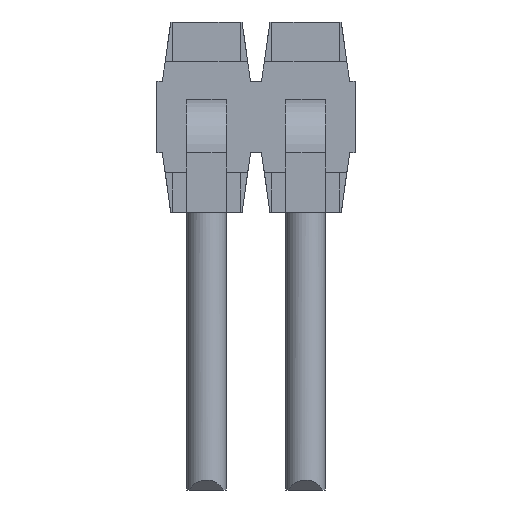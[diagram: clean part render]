
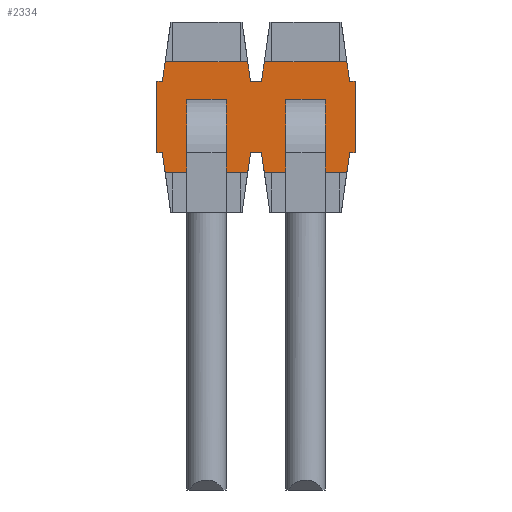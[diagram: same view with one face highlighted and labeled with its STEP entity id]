
A CAD part, front view. The second image highlights one B-rep face of the part: STEP entity #2334.
In plain terms, the highlighted planar face has unit normal (0, -1, 0).
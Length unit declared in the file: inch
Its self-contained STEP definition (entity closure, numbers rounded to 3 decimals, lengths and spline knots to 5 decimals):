
#217=ORIENTED_EDGE('',*,*,#875,.F.);
#218=ORIENTED_EDGE('',*,*,#876,.F.);
#219=ORIENTED_EDGE('',*,*,#773,.F.);
#220=ORIENTED_EDGE('',*,*,#877,.F.);
#221=ORIENTED_EDGE('',*,*,#878,.F.);
#222=ORIENTED_EDGE('',*,*,#879,.F.);
#223=ORIENTED_EDGE('',*,*,#866,.F.);
#224=ORIENTED_EDGE('',*,*,#880,.F.);
#225=ORIENTED_EDGE('',*,*,#881,.F.);
#226=ORIENTED_EDGE('',*,*,#829,.T.);
#227=ORIENTED_EDGE('',*,*,#882,.F.);
#228=ORIENTED_EDGE('',*,*,#883,.F.);
#229=ORIENTED_EDGE('',*,*,#780,.T.);
#230=ORIENTED_EDGE('',*,*,#884,.F.);
#231=ORIENTED_EDGE('',*,*,#885,.F.);
#232=ORIENTED_EDGE('',*,*,#886,.F.);
#233=ORIENTED_EDGE('',*,*,#873,.T.);
#234=ORIENTED_EDGE('',*,*,#887,.F.);
#235=ORIENTED_EDGE('',*,*,#888,.F.);
#236=ORIENTED_EDGE('',*,*,#815,.F.);
#237=ORIENTED_EDGE('',*,*,#889,.F.);
#238=ORIENTED_EDGE('',*,*,#890,.F.);
#239=ORIENTED_EDGE('',*,*,#891,.F.);
#240=ORIENTED_EDGE('',*,*,#892,.F.);
#241=ORIENTED_EDGE('',*,*,#893,.F.);
#242=ORIENTED_EDGE('',*,*,#894,.F.);
#243=ORIENTED_EDGE('',*,*,#895,.F.);
#244=ORIENTED_EDGE('',*,*,#896,.F.);
#773=EDGE_CURVE('',#1111,#1112,#1337,.T.);
#780=EDGE_CURVE('',#1118,#1117,#1344,.T.);
#815=EDGE_CURVE('',#1143,#1144,#1379,.T.);
#829=EDGE_CURVE('',#1157,#1158,#1393,.T.);
#866=EDGE_CURVE('',#1185,#1186,#1430,.T.);
#873=EDGE_CURVE('',#1192,#1191,#1437,.T.);
#875=EDGE_CURVE('',#1193,#1143,#1439,.T.);
#876=EDGE_CURVE('',#1112,#1193,#1440,.T.);
#877=EDGE_CURVE('',#1194,#1111,#1441,.T.);
#878=EDGE_CURVE('',#1195,#1194,#1442,.T.);
#879=EDGE_CURVE('',#1186,#1195,#1443,.T.);
#880=EDGE_CURVE('',#1196,#1185,#1444,.T.);
#881=EDGE_CURVE('',#1157,#1196,#1445,.T.);
#882=EDGE_CURVE('',#1197,#1158,#1446,.T.);
#883=EDGE_CURVE('',#1118,#1197,#1447,.T.);
#884=EDGE_CURVE('',#1198,#1117,#1448,.T.);
#885=EDGE_CURVE('',#1199,#1198,#1449,.T.);
#886=EDGE_CURVE('',#1192,#1199,#1450,.T.);
#887=EDGE_CURVE('',#1200,#1191,#1451,.T.);
#888=EDGE_CURVE('',#1144,#1200,#1452,.T.);
#889=EDGE_CURVE('',#1201,#1202,#1453,.T.);
#890=EDGE_CURVE('',#1203,#1201,#1454,.T.);
#891=EDGE_CURVE('',#1204,#1203,#1455,.T.);
#892=EDGE_CURVE('',#1202,#1204,#1456,.T.);
#893=EDGE_CURVE('',#1205,#1206,#1457,.T.);
#894=EDGE_CURVE('',#1207,#1205,#1458,.T.);
#895=EDGE_CURVE('',#1208,#1207,#1459,.T.);
#896=EDGE_CURVE('',#1206,#1208,#1460,.T.);
#1111=VERTEX_POINT('',#3289);
#1112=VERTEX_POINT('',#3291);
#1117=VERTEX_POINT('',#3303);
#1118=VERTEX_POINT('',#3305);
#1143=VERTEX_POINT('',#3373);
#1144=VERTEX_POINT('',#3375);
#1157=VERTEX_POINT('',#3405);
#1158=VERTEX_POINT('',#3406);
#1185=VERTEX_POINT('',#3473);
#1186=VERTEX_POINT('',#3475);
#1191=VERTEX_POINT('',#3487);
#1192=VERTEX_POINT('',#3489);
#1193=VERTEX_POINT('',#3493);
#1194=VERTEX_POINT('',#3496);
#1195=VERTEX_POINT('',#3498);
#1196=VERTEX_POINT('',#3501);
#1197=VERTEX_POINT('',#3504);
#1198=VERTEX_POINT('',#3507);
#1199=VERTEX_POINT('',#3509);
#1200=VERTEX_POINT('',#3512);
#1201=VERTEX_POINT('',#3515);
#1202=VERTEX_POINT('',#3516);
#1203=VERTEX_POINT('',#3518);
#1204=VERTEX_POINT('',#3520);
#1205=VERTEX_POINT('',#3523);
#1206=VERTEX_POINT('',#3524);
#1207=VERTEX_POINT('',#3526);
#1208=VERTEX_POINT('',#3528);
#1337=LINE('',#3290,#1653);
#1344=LINE('',#3304,#1660);
#1379=LINE('',#3374,#1695);
#1393=LINE('',#3404,#1709);
#1430=LINE('',#3474,#1746);
#1437=LINE('',#3488,#1753);
#1439=LINE('',#3492,#1755);
#1440=LINE('',#3494,#1756);
#1441=LINE('',#3495,#1757);
#1442=LINE('',#3497,#1758);
#1443=LINE('',#3499,#1759);
#1444=LINE('',#3500,#1760);
#1445=LINE('',#3502,#1761);
#1446=LINE('',#3503,#1762);
#1447=LINE('',#3505,#1763);
#1448=LINE('',#3506,#1764);
#1449=LINE('',#3508,#1765);
#1450=LINE('',#3510,#1766);
#1451=LINE('',#3511,#1767);
#1452=LINE('',#3513,#1768);
#1453=LINE('',#3514,#1769);
#1454=LINE('',#3517,#1770);
#1455=LINE('',#3519,#1771);
#1456=LINE('',#3521,#1772);
#1457=LINE('',#3522,#1773);
#1458=LINE('',#3525,#1774);
#1459=LINE('',#3527,#1775);
#1460=LINE('',#3529,#1776);
#1653=VECTOR('',#2653,39.37008);
#1660=VECTOR('',#2662,39.37008);
#1695=VECTOR('',#2715,39.37008);
#1709=VECTOR('',#2735,39.37008);
#1746=VECTOR('',#2780,39.37008);
#1753=VECTOR('',#2789,39.37008);
#1755=VECTOR('',#2793,39.37008);
#1756=VECTOR('',#2794,39.37008);
#1757=VECTOR('',#2795,39.37008);
#1758=VECTOR('',#2796,39.37008);
#1759=VECTOR('',#2797,39.37008);
#1760=VECTOR('',#2798,39.37008);
#1761=VECTOR('',#2799,39.37008);
#1762=VECTOR('',#2800,39.37008);
#1763=VECTOR('',#2801,39.37008);
#1764=VECTOR('',#2802,39.37008);
#1765=VECTOR('',#2803,39.37008);
#1766=VECTOR('',#2804,39.37008);
#1767=VECTOR('',#2805,39.37008);
#1768=VECTOR('',#2806,39.37008);
#1769=VECTOR('',#2807,39.37008);
#1770=VECTOR('',#2808,39.37008);
#1771=VECTOR('',#2809,39.37008);
#1772=VECTOR('',#2810,39.37008);
#1773=VECTOR('',#2811,39.37008);
#1774=VECTOR('',#2812,39.37008);
#1775=VECTOR('',#2813,39.37008);
#1776=VECTOR('',#2814,39.37008);
#1964=EDGE_LOOP('',(#217,#218,#219,#220,#221,#222,#223,#224,#225,#226,#227,
#228,#229,#230,#231,#232,#233,#234,#235,#236));
#1965=EDGE_LOOP('',(#237,#238,#239,#240));
#1966=EDGE_LOOP('',(#241,#242,#243,#244));
#2092=FACE_BOUND('',#1964,.T.);
#2093=FACE_BOUND('',#1965,.T.);
#2094=FACE_BOUND('',#1966,.T.);
#2218=PLANE('',#2482);
#2334=ADVANCED_FACE('',(#2092,#2093,#2094),#2218,.T.);
#2482=AXIS2_PLACEMENT_3D('',#3491,#2791,#2792);
#2653=DIRECTION('',(-1.,0.,0.));
#2662=DIRECTION('',(-1.,0.,0.));
#2715=DIRECTION('',(0.,0.,1.));
#2735=DIRECTION('',(0.,0.,1.));
#2780=DIRECTION('',(-1.,0.,0.));
#2789=DIRECTION('',(-1.,0.,0.));
#2791=DIRECTION('',(0.,-1.,0.));
#2792=DIRECTION('',(0.,0.,-1.));
#2793=DIRECTION('',(-1.,0.,0.));
#2794=DIRECTION('',(-0.139,0.,0.99));
#2795=DIRECTION('',(-0.139,0.,-0.99));
#2796=DIRECTION('',(-1.,0.,0.));
#2797=DIRECTION('',(-0.139,0.,0.99));
#2798=DIRECTION('',(-0.139,0.,-0.99));
#2799=DIRECTION('',(-1.,0.,0.));
#2800=DIRECTION('',(1.,0.,0.));
#2801=DIRECTION('',(0.139,0.,-0.99));
#2802=DIRECTION('',(0.139,0.,0.99));
#2803=DIRECTION('',(1.,0.,0.));
#2804=DIRECTION('',(0.139,0.,-0.99));
#2805=DIRECTION('',(0.139,0.,0.99));
#2806=DIRECTION('',(1.,0.,0.));
#2807=DIRECTION('',(1.,0.,0.));
#2808=DIRECTION('',(0.,0.,-1.));
#2809=DIRECTION('',(-1.,0.,0.));
#2810=DIRECTION('',(0.,0.,1.));
#2811=DIRECTION('',(1.,0.,0.));
#2812=DIRECTION('',(0.,0.,-1.));
#2813=DIRECTION('',(-1.,0.,0.));
#2814=DIRECTION('',(0.,0.,1.));
#3289=CARTESIAN_POINT('',(-0.00419,0.02,-0.028));
#3290=CARTESIAN_POINT('',(0.05,0.02,-0.028));
#3291=CARTESIAN_POINT('',(-0.04581,0.02,-0.028));
#3303=CARTESIAN_POINT('',(0.00419,0.02,0.028));
#3304=CARTESIAN_POINT('',(0.05,0.02,0.028));
#3305=CARTESIAN_POINT('',(0.04581,0.02,0.028));
#3373=CARTESIAN_POINT('',(-0.05,0.02,-0.018));
#3374=CARTESIAN_POINT('',(-0.05,0.02,-0.028));
#3375=CARTESIAN_POINT('',(-0.05,0.02,0.018));
#3404=CARTESIAN_POINT('',(0.05,0.02,-0.028));
#3405=CARTESIAN_POINT('',(0.05,0.02,-0.018));
#3406=CARTESIAN_POINT('',(0.05,0.02,0.018));
#3473=CARTESIAN_POINT('',(0.04581,0.02,-0.028));
#3474=CARTESIAN_POINT('',(0.05,0.02,-0.028));
#3475=CARTESIAN_POINT('',(0.00419,0.02,-0.028));
#3487=CARTESIAN_POINT('',(-0.04581,0.02,0.028));
#3488=CARTESIAN_POINT('',(0.05,0.02,0.028));
#3489=CARTESIAN_POINT('',(-0.00419,0.02,0.028));
#3491=CARTESIAN_POINT('',(0.05,0.02,-0.028));
#3492=CARTESIAN_POINT('',(0.05,0.02,-0.018));
#3493=CARTESIAN_POINT('',(-0.04722,0.02,-0.018));
#3494=CARTESIAN_POINT('',(-0.04396,0.02,-0.0412));
#3495=CARTESIAN_POINT('',(-0.00314,0.02,-0.02053));
#3496=CARTESIAN_POINT('',(-0.00278,0.02,-0.018));
#3497=CARTESIAN_POINT('',(0.05,0.02,-0.018));
#3498=CARTESIAN_POINT('',(0.00278,0.02,-0.018));
#3499=CARTESIAN_POINT('',(0.00508,0.02,-0.03431));
#3500=CARTESIAN_POINT('',(0.04589,0.02,-0.02742));
#3501=CARTESIAN_POINT('',(0.04722,0.02,-0.018));
#3502=CARTESIAN_POINT('',(0.05,0.02,-0.018));
#3503=CARTESIAN_POINT('',(0.05,0.02,0.018));
#3504=CARTESIAN_POINT('',(0.04722,0.02,0.018));
#3505=CARTESIAN_POINT('',(0.05361,0.02,-0.02749));
#3506=CARTESIAN_POINT('',(-0.00264,0.02,-0.0206));
#3507=CARTESIAN_POINT('',(0.00278,0.02,0.018));
#3508=CARTESIAN_POINT('',(0.05,0.02,0.018));
#3509=CARTESIAN_POINT('',(-0.00278,0.02,0.018));
#3510=CARTESIAN_POINT('',(0.00458,0.02,-0.03438));
#3511=CARTESIAN_POINT('',(-0.05167,0.02,-0.01371));
#3512=CARTESIAN_POINT('',(-0.04722,0.02,0.018));
#3513=CARTESIAN_POINT('',(0.05,0.02,0.018));
#3514=CARTESIAN_POINT('',(0.05,0.02,-0.009));
#3515=CARTESIAN_POINT('',(0.016,0.02,-0.009));
#3516=CARTESIAN_POINT('',(0.034,0.02,-0.009));
#3517=CARTESIAN_POINT('',(0.016,0.02,-0.028));
#3518=CARTESIAN_POINT('',(0.016,0.02,0.009));
#3519=CARTESIAN_POINT('',(0.05,0.02,0.009));
#3520=CARTESIAN_POINT('',(0.034,0.02,0.009));
#3521=CARTESIAN_POINT('',(0.034,0.02,-0.028));
#3522=CARTESIAN_POINT('',(0.05,0.02,-0.009));
#3523=CARTESIAN_POINT('',(-0.034,0.02,-0.009));
#3524=CARTESIAN_POINT('',(-0.016,0.02,-0.009));
#3525=CARTESIAN_POINT('',(-0.034,0.02,-0.028));
#3526=CARTESIAN_POINT('',(-0.034,0.02,0.009));
#3527=CARTESIAN_POINT('',(0.05,0.02,0.009));
#3528=CARTESIAN_POINT('',(-0.016,0.02,0.009));
#3529=CARTESIAN_POINT('',(-0.016,0.02,-0.028));
